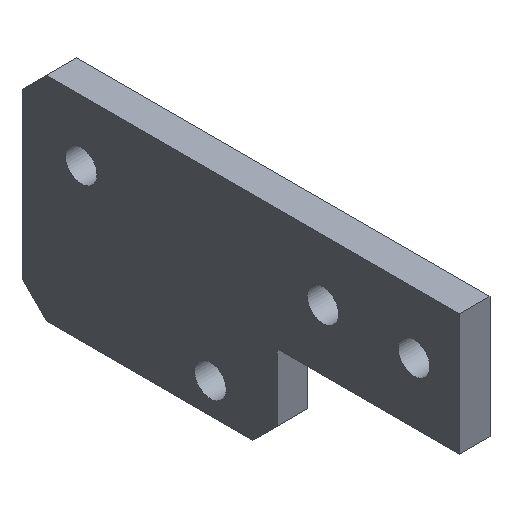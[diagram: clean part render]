
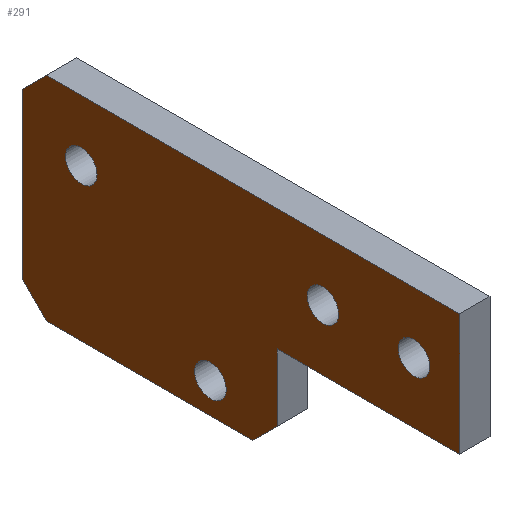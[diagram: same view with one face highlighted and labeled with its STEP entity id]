
A CAD part, isometric view. The second image highlights one B-rep face of the part: STEP entity #291.
In plain terms, the highlighted planar face has unit normal (-1, 0, 0).
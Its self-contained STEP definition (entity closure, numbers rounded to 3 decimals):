
#19=FACE_BOUND('',#53,.T.);
#20=FACE_BOUND('',#54,.T.);
#21=FACE_BOUND('',#55,.T.);
#22=FACE_BOUND('',#56,.T.);
#27=CIRCLE('',#321,2.6);
#28=CIRCLE('',#322,2.6);
#29=CIRCLE('',#323,2.6);
#30=CIRCLE('',#324,2.6);
#37=FACE_OUTER_BOUND('',#52,.T.);
#52=EDGE_LOOP('',(#208,#209,#210,#211,#212,#213,#214,#215,#216));
#53=EDGE_LOOP('',(#217));
#54=EDGE_LOOP('',(#218));
#55=EDGE_LOOP('',(#219));
#56=EDGE_LOOP('',(#220));
#75=LINE('',#428,#106);
#77=LINE('',#432,#108);
#80=LINE('',#438,#111);
#81=LINE('',#440,#112);
#82=LINE('',#442,#113);
#83=LINE('',#444,#114);
#84=LINE('',#446,#115);
#85=LINE('',#448,#116);
#86=LINE('',#449,#117);
#106=VECTOR('',#347,10.);
#108=VECTOR('',#351,10.);
#111=VECTOR('',#356,10.);
#112=VECTOR('',#357,10.);
#113=VECTOR('',#358,10.);
#114=VECTOR('',#359,10.);
#115=VECTOR('',#360,10.);
#116=VECTOR('',#361,10.);
#117=VECTOR('',#362,10.);
#137=VERTEX_POINT('',#425);
#138=VERTEX_POINT('',#427);
#139=VERTEX_POINT('',#431);
#141=VERTEX_POINT('',#437);
#142=VERTEX_POINT('',#439);
#143=VERTEX_POINT('',#441);
#144=VERTEX_POINT('',#443);
#145=VERTEX_POINT('',#445);
#146=VERTEX_POINT('',#447);
#147=VERTEX_POINT('',#450);
#148=VERTEX_POINT('',#452);
#149=VERTEX_POINT('',#454);
#150=VERTEX_POINT('',#456);
#163=EDGE_CURVE('',#137,#138,#75,.T.);
#165=EDGE_CURVE('',#139,#138,#77,.T.);
#168=EDGE_CURVE('',#137,#141,#80,.T.);
#169=EDGE_CURVE('',#142,#141,#81,.T.);
#170=EDGE_CURVE('',#142,#143,#82,.T.);
#171=EDGE_CURVE('',#144,#143,#83,.T.);
#172=EDGE_CURVE('',#144,#145,#84,.T.);
#173=EDGE_CURVE('',#145,#146,#85,.T.);
#174=EDGE_CURVE('',#146,#139,#86,.T.);
#175=EDGE_CURVE('',#147,#147,#27,.T.);
#176=EDGE_CURVE('',#148,#148,#28,.T.);
#177=EDGE_CURVE('',#149,#149,#29,.T.);
#178=EDGE_CURVE('',#150,#150,#30,.T.);
#208=ORIENTED_EDGE('',*,*,#163,.F.);
#209=ORIENTED_EDGE('',*,*,#168,.T.);
#210=ORIENTED_EDGE('',*,*,#169,.F.);
#211=ORIENTED_EDGE('',*,*,#170,.T.);
#212=ORIENTED_EDGE('',*,*,#171,.F.);
#213=ORIENTED_EDGE('',*,*,#172,.T.);
#214=ORIENTED_EDGE('',*,*,#173,.T.);
#215=ORIENTED_EDGE('',*,*,#174,.T.);
#216=ORIENTED_EDGE('',*,*,#165,.T.);
#217=ORIENTED_EDGE('',*,*,#175,.F.);
#218=ORIENTED_EDGE('',*,*,#176,.F.);
#219=ORIENTED_EDGE('',*,*,#177,.F.);
#220=ORIENTED_EDGE('',*,*,#178,.F.);
#280=PLANE('',#320);
#291=ADVANCED_FACE('',(#37,#19,#20,#21,#22),#280,.F.);
#320=AXIS2_PLACEMENT_3D('',#436,#354,#355);
#321=AXIS2_PLACEMENT_3D('',#451,#363,#364);
#322=AXIS2_PLACEMENT_3D('',#453,#365,#366);
#323=AXIS2_PLACEMENT_3D('',#455,#367,#368);
#324=AXIS2_PLACEMENT_3D('',#457,#369,#370);
#347=DIRECTION('',(0.,-0.707,0.707));
#351=DIRECTION('',(0.,1.,0.));
#354=DIRECTION('center_axis',(1.,0.,0.));
#355=DIRECTION('ref_axis',(0.,0.,-1.));
#356=DIRECTION('',(0.,0.,-1.));
#357=DIRECTION('',(0.,0.707,0.707));
#358=DIRECTION('',(0.,-1.,0.));
#359=DIRECTION('',(0.,0.707,-0.707));
#360=DIRECTION('',(0.,0.,1.));
#361=DIRECTION('',(0.,-1.,0.));
#362=DIRECTION('',(0.,0.,1.));
#363=DIRECTION('center_axis',(-1.,0.,0.));
#364=DIRECTION('ref_axis',(0.,0.,-1.));
#365=DIRECTION('center_axis',(-1.,0.,0.));
#366=DIRECTION('ref_axis',(0.,0.,-1.));
#367=DIRECTION('center_axis',(-1.,0.,0.));
#368=DIRECTION('ref_axis',(0.,0.,-1.));
#369=DIRECTION('center_axis',(-1.,0.,0.));
#370=DIRECTION('ref_axis',(0.,0.,-1.));
#425=CARTESIAN_POINT('',(0.,21.,6.));
#427=CARTESIAN_POINT('',(0.,17.,10.));
#428=CARTESIAN_POINT('',(0.,14.375,12.625));
#431=CARTESIAN_POINT('',(0.,-51.,10.));
#432=CARTESIAN_POINT('',(0.,-21.,10.));
#436=CARTESIAN_POINT('Origin',(0.,-15.,-7.5));
#437=CARTESIAN_POINT('',(0.,21.,-21.));
#438=CARTESIAN_POINT('',(0.,21.,10.));
#439=CARTESIAN_POINT('',(0.,17.,-25.));
#440=CARTESIAN_POINT('',(0.,14.375,-27.625));
#441=CARTESIAN_POINT('',(0.,-17.,-25.));
#442=CARTESIAN_POINT('',(0.,21.,-25.));
#443=CARTESIAN_POINT('',(0.,-21.,-21.));
#444=CARTESIAN_POINT('',(0.,-21.875,-20.125));
#445=CARTESIAN_POINT('',(0.,-21.,-10.));
#446=CARTESIAN_POINT('',(0.,-21.,-25.));
#447=CARTESIAN_POINT('',(0.,-51.,-10.));
#448=CARTESIAN_POINT('',(0.,-21.,-10.));
#449=CARTESIAN_POINT('',(0.,-51.,-10.));
#450=CARTESIAN_POINT('',(0.,11.25,2.6));
#451=CARTESIAN_POINT('Origin',(0.,11.25,0.));
#452=CARTESIAN_POINT('',(0.,-28.5,2.6));
#453=CARTESIAN_POINT('Origin',(0.,-28.5,0.));
#454=CARTESIAN_POINT('',(0.,-43.5,2.6));
#455=CARTESIAN_POINT('Origin',(0.,-43.5,0.));
#456=CARTESIAN_POINT('',(0.,-10.,-17.4));
#457=CARTESIAN_POINT('Origin',(0.,-10.,-20.));
